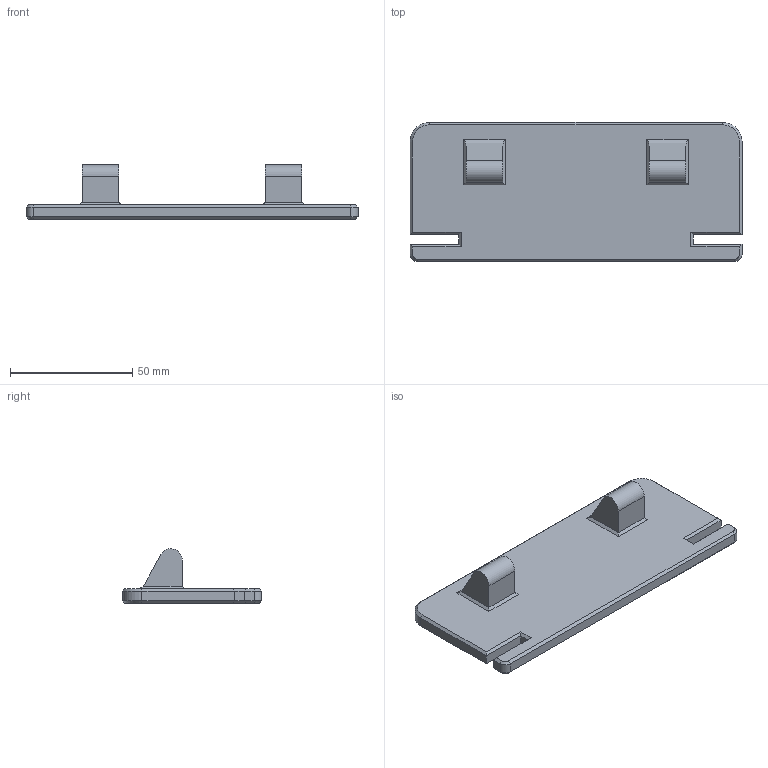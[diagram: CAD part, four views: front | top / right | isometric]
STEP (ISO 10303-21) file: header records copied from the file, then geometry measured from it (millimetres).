
FILE_DESCRIPTION(('FreeCAD Model'),'2;1');
FILE_NAME('Open CASCADE Shape Model','2024-03-25T16:08:05',(''),(''), 'Open CASCADE STEP processor 7.6','FreeCAD','Unknown');
FILE_SCHEMA(('AUTOMOTIVE_DESIGN { 1 0 10303 214 1 1 1 1 }'));
Length unit declared in the file: millimetre
Products named in the file (1): Body001
Bounding box: 136 x 57 x 22.38 mm (x, y, z)
Volume: 50682.9 mm3; surface area: 18728.6 mm2
Topology: 1 solids, 1 shells, 68 faces, 156 edges, 92 vertices
Faces by surface type: plane 54, cone 8, cylinder 6
Entity records: 1874 total; most frequent: CARTESIAN_POINT 317, DIRECTION 314, ORIENTED_EDGE 312, EDGE_CURVE 156, LINE 136, VECTOR 136, VERTEX_POINT 92, AXIS2_PLACEMENT_3D 89
